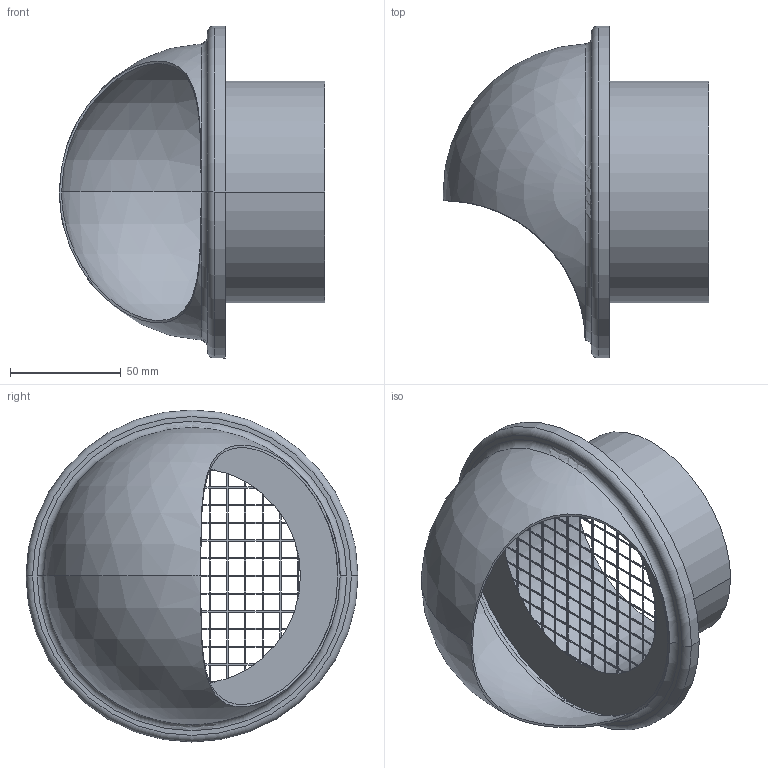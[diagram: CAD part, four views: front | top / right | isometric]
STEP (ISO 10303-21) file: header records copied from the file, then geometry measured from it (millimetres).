
FILE_DESCRIPTION (( 'STEP AP214' ), '1' );
FILE_NAME ('LH-V2A 10.STEP', '2020-06-05T13:37:56', ( '' ), ( '' ), 'SwSTEP 2.0', 'SolidWorks 2017', '' );
FILE_SCHEMA (( 'AUTOMOTIVE_DESIGN' ));
Length unit declared in the file: millimetre
Products named in the file (1): LH-V2A 10
Bounding box: 120 x 150 x 150 mm (x, y, z)
Volume: 52301.8 mm3; surface area: 98091.4 mm2
Topology: 1 solids, 1 shells, 548 faces, 1752 edges, 1166 vertices
Faces by surface type: plane 527, cylinder 9, torus 8, sphere 4
Entity records: 19938 total; most frequent: CARTESIAN_POINT 3777, ORIENTED_EDGE 3504, DIRECTION 2980, EDGE_CURVE 1752, LINE 1614, VECTOR 1614, VERTEX_POINT 1166, EDGE_LOOP 788
